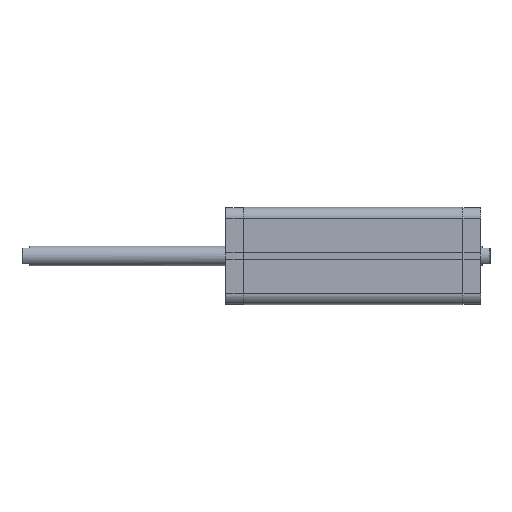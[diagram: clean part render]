
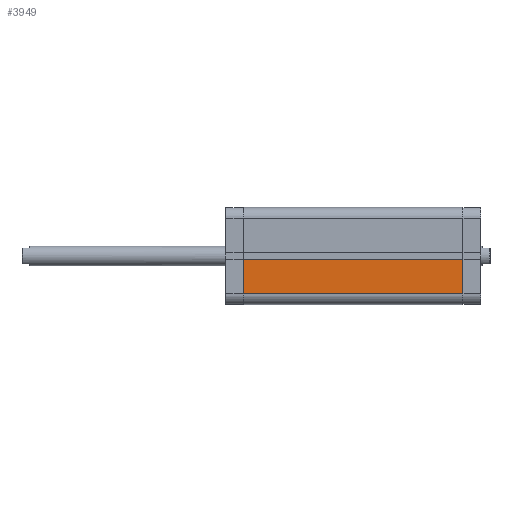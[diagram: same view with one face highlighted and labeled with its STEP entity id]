
A CAD part, front view. The second image highlights one B-rep face of the part: STEP entity #3949.
In plain terms, the highlighted planar face has unit normal (0, -1, 0).
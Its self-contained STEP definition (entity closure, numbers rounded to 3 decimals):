
#768 = EDGE_CURVE ( 'NONE', #1527, #1522, #5385, .T. ) ;
#769 = EDGE_CURVE ( 'NONE', #1527, #1528, #5387, .T. ) ;
#772 = EDGE_CURVE ( 'NONE', #1522, #1079, #5392, .T. ) ;
#773 = EDGE_CURVE ( 'NONE', #1528, #1079, #5394, .T. ) ;
#913 = CARTESIAN_POINT ( 'NONE',  ( -2.6, -40., 180.5 ) ) ;
#966 = DIRECTION ( 'NONE',  ( 1., 0., 0. ) ) ;
#967 = DIRECTION ( 'NONE',  ( 0., 0., -1. ) ) ;
#970 = CARTESIAN_POINT ( 'NONE',  ( 0., -40., 0. ) ) ;
#972 = DIRECTION ( 'NONE',  ( 1., 0., 0. ) ) ;
#975 = DIRECTION ( 'NONE',  ( 0., 0., -1. ) ) ;
#992 = CARTESIAN_POINT ( 'NONE',  ( -31., -40., 180.5 ) ) ;
#993 = CARTESIAN_POINT ( 'NONE',  ( 0., -40., 180.5 ) ) ;
#1079 = VERTEX_POINT ( 'NONE', #1360 ) ;
#1360 = CARTESIAN_POINT ( 'NONE',  ( -2.6, -40., 0. ) ) ;
#1522 = VERTEX_POINT ( 'NONE', #5917 ) ;
#1527 = VERTEX_POINT ( 'NONE', #5922 ) ;
#1528 = VERTEX_POINT ( 'NONE', #5923 ) ;
#2147 = FACE_OUTER_BOUND ( 'NONE', #5222, .T. ) ;
#3949 = ADVANCED_FACE ( 'NONE', ( #2147 ), #6878, .F. ) ;
#4690 = AXIS2_PLACEMENT_3D ( 'NONE', #6881, #6886, #6887 ) ;
#5204 = ORIENTED_EDGE ( 'NONE', *, *, #769, .T. ) ;
#5205 = ORIENTED_EDGE ( 'NONE', *, *, #768, .F. ) ;
#5206 = ORIENTED_EDGE ( 'NONE', *, *, #772, .F. ) ;
#5207 = ORIENTED_EDGE ( 'NONE', *, *, #773, .T. ) ;
#5222 = EDGE_LOOP ( 'NONE', ( #5207, #5206, #5205, #5204 ) ) ;
#5385 = LINE ( 'NONE', #993, #5386 ) ;
#5386 = VECTOR ( 'NONE', #966, 1000. ) ;
#5387 = LINE ( 'NONE', #992, #5388 ) ;
#5388 = VECTOR ( 'NONE', #967, 1000. ) ;
#5392 = LINE ( 'NONE', #913, #5393 ) ;
#5393 = VECTOR ( 'NONE', #975, 1000. ) ;
#5394 = LINE ( 'NONE', #970, #5395 ) ;
#5395 = VECTOR ( 'NONE', #972, 1000. ) ;
#5917 = CARTESIAN_POINT ( 'NONE',  ( -2.6, -40., 180.5 ) ) ;
#5922 = CARTESIAN_POINT ( 'NONE',  ( -31., -40., 180.5 ) ) ;
#5923 = CARTESIAN_POINT ( 'NONE',  ( -31., -40., 0. ) ) ;
#6878 = PLANE ( 'NONE',  #4690 ) ;
#6881 = CARTESIAN_POINT ( 'NONE',  ( 0., -40., 180.5 ) ) ;
#6886 = DIRECTION ( 'NONE',  ( 0., 1., 0. ) ) ;
#6887 = DIRECTION ( 'NONE',  ( 0., 0., 1. ) ) ;
